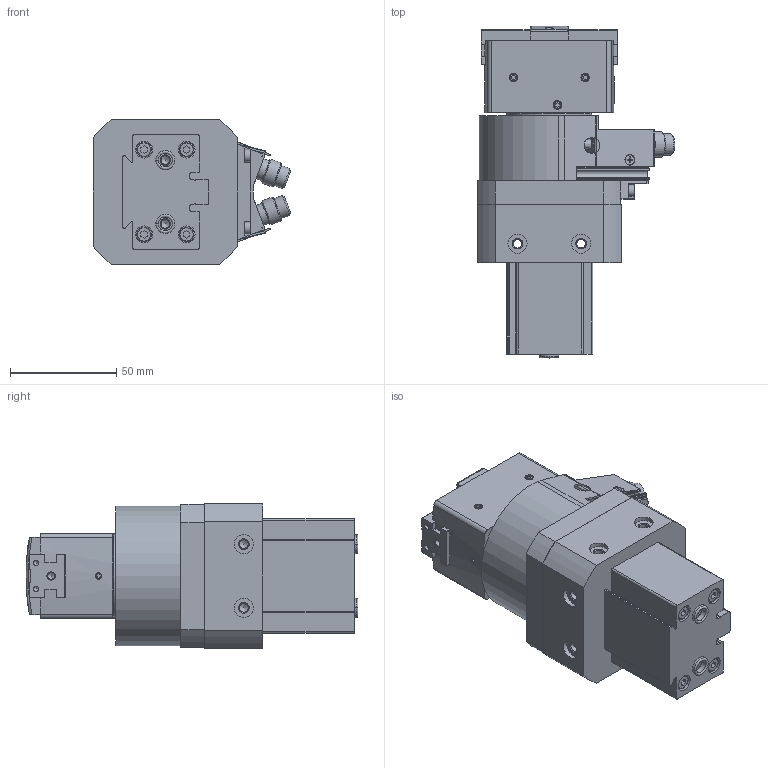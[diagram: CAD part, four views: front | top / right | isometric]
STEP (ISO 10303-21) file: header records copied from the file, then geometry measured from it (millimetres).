
FILE_DESCRIPTION(/* description */ ('STEP AP214'),/* implementation_level */ '2;1');
FILE_NAME(/* name */ '1187962_HGDS-PP-20-P1-A-B',/* time_stamp */ '2024-08-29T05:14:45+02:00',/* author */ ('License CC BY-ND 4.0'),/* organization */ ('CADENAS'),/* preprocessor_version */ 'ST-DEVELOPER v19.3',/* originating_system */ 'PARTsolutions',/* authorisation */ ' ');
FILE_SCHEMA (('AUTOMOTIVE_DESIGN {1 0 10303 214 3 1 1}'));
Length unit declared in the file: millimetre
Products named in the file (11): 1187962 HGDS-PP-20-P1-A-B--(1_0_0); 1187962 HGDS-PP-20-P1-A-B---(SR); 1190228 20; 548374 DYEF-M10-Y1F_P; 666082 DSMH-16; DIN 965 AM2.5x6; 666068 DSMH-16; 1208129 HGDS-20-B; 1208296 HGDS-20-B; 666151 HGDS-20; 8137184 ZBH-9-B
Assembly tree (16 placements, depth 2):
  1187962 HGDS-PP-20-P1-A-B--(1_0_0)
    1187962 HGDS-PP-20-P1-A-B---(SR)
    1190228 20  x2
    548374 DYEF-M10-Y1F_P  x2
    666082 DSMH-16
    DIN 965 AM2.5x6  x2
    666068 DSMH-16
    1208129 HGDS-20-B
    1208296 HGDS-20-B  x2
    666151 HGDS-20  x2
    8137184 ZBH-9-B  x2
Bounding box: 93.12 x 156.4 x 68 mm (x, y, z)
Volume: 410149.5 mm3; surface area: 94716.4 mm2
Topology: 16 solids, 16 shells, 971 faces, 2456 edges, 1592 vertices
Faces by surface type: plane 599, cylinder 225, cone 120, torus 25, sphere 2
Full cylindrical faces by diameter (mm): 1.59 x2, 2 x1, 2.013 x2, 2.459 x2, 2.5 x10, 3.242 x10, 3.8 x2, 3.9 x2, 4 x4, 4.134 x12, 4.2 x2, 4.7 x2, 5.459 x2, 5.5 x2, 6 x10, 7 x10, 7.5 x2, 8 x4, 8.917 x4, 9 x8, 10 x2, 12 x2, 15 x2, 19 x1, 21 x1, 24 x1, 40 x2, 47 x1
Entity records: 24555 total; most frequent: CARTESIAN_POINT 4165, DIRECTION 3874, ORIENTED_EDGE 3568, EDGE_CURVE 1784, AXIS2_PLACEMENT_3D 1340, VERTEX_POINT 1280, LINE 1194, VECTOR 1194
